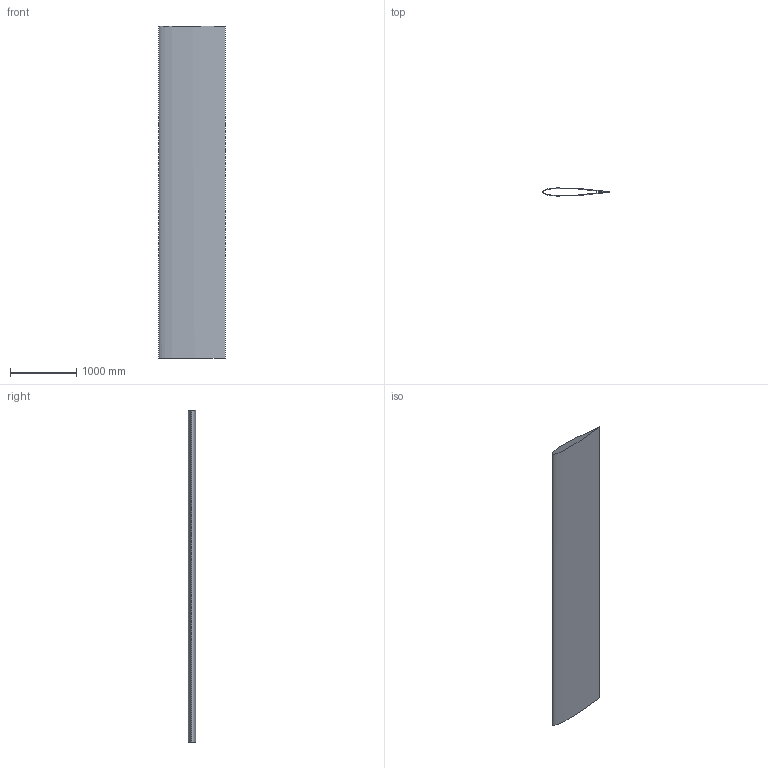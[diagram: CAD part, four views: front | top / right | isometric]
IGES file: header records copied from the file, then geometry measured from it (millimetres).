
Start section: SolidWorks IGES file using analytic representation for surfaces
Global section: file name: 3dAirfoilSurface.IGS; native system: SolidWorks 2010; preprocessor: SolidWorks 2010; author: Template; date: 110418.130459; units: metre
Bounding box: 1000 x 114.36 x 5000 mm (x, y, z)
Surface area: 10195077.3 mm2 (no closed solid volume)
Topology: 0 solids, 0 shells, 2 faces, 10 edges, 12 vertices
Faces by surface type: bspline 2
